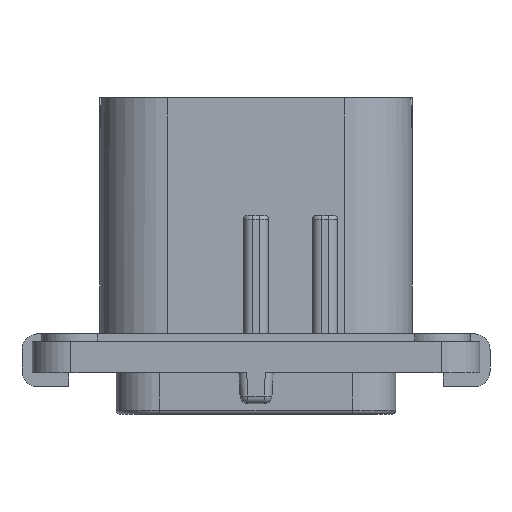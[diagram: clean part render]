
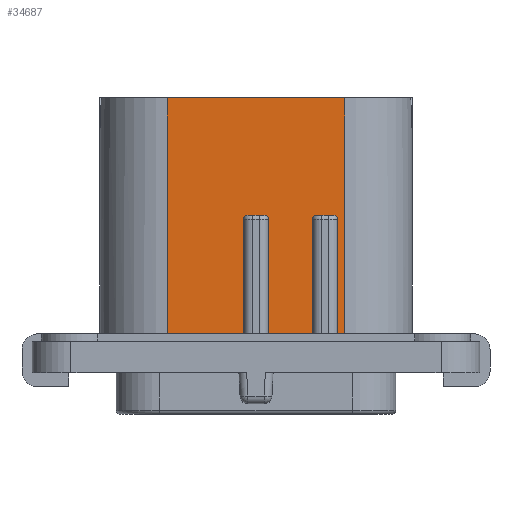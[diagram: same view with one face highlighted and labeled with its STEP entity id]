
A CAD part, front view. The second image highlights one B-rep face of the part: STEP entity #34687.
In plain terms, the highlighted planar face has unit normal (0, -1, 0).
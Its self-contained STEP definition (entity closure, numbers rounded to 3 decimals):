
#1183=DIRECTION('',(1.,0.,0.));
#1184=VECTOR('',#1183,0.45);
#1185=CARTESIAN_POINT('',(5.25,-9.,2.));
#1186=LINE('',#1185,#1184);
#2415=DIRECTION('',(1.,0.,0.));
#2416=VECTOR('',#2415,11.4);
#2417=CARTESIAN_POINT('',(-5.7,-9.,17.67));
#2418=LINE('',#2417,#2416);
#8363=DIRECTION('',(0.,0.,1.));
#8364=VECTOR('',#8363,7.87);
#8365=CARTESIAN_POINT('',(5.25,-9.,2.));
#8366=LINE('',#8365,#8364);
#8367=DIRECTION('',(1.,0.,0.));
#8368=VECTOR('',#8367,1.1);
#8369=CARTESIAN_POINT('',(3.9,-9.,10.12));
#8370=LINE('',#8369,#8368);
#8371=DIRECTION('',(0.,0.,1.));
#8372=VECTOR('',#8371,7.87);
#8373=CARTESIAN_POINT('',(3.65,-9.,2.));
#8374=LINE('',#8373,#8372);
#8375=DIRECTION('',(0.,0.,1.));
#8376=VECTOR('',#8375,7.87);
#8377=CARTESIAN_POINT('',(0.8,-9.,2.));
#8378=LINE('',#8377,#8376);
#8379=DIRECTION('',(1.,0.,0.));
#8380=VECTOR('',#8379,1.1);
#8381=CARTESIAN_POINT('',(-0.55,-9.,10.12));
#8382=LINE('',#8381,#8380);
#8383=DIRECTION('',(0.,0.,1.));
#8384=VECTOR('',#8383,7.87);
#8385=CARTESIAN_POINT('',(-0.8,-9.,2.));
#8386=LINE('',#8385,#8384);
#8387=DIRECTION('',(0.,0.,-1.));
#8388=VECTOR('',#8387,15.67);
#8389=CARTESIAN_POINT('',(-5.7,-9.,17.67));
#8390=LINE('',#8389,#8388);
#8391=DIRECTION('',(0.,0.,-1.));
#8392=VECTOR('',#8391,15.67);
#8393=CARTESIAN_POINT('',(5.7,-9.,17.67));
#8394=LINE('',#8393,#8392);
#8408=CARTESIAN_POINT('',(5.,-9.,9.87));
#8409=DIRECTION('',(0.,1.,0.));
#8410=DIRECTION('',(0.,0.,1.));
#8411=AXIS2_PLACEMENT_3D('',#8408,#8409,#8410);
#8450=CARTESIAN_POINT('',(3.9,-9.,9.87));
#8451=DIRECTION('',(0.,1.,0.));
#8452=DIRECTION('',(-1.,0.,0.));
#8453=AXIS2_PLACEMENT_3D('',#8450,#8451,#8452);
#8540=DIRECTION('',(1.,0.,0.));
#8541=VECTOR('',#8540,4.9);
#8542=CARTESIAN_POINT('',(-5.7,-9.,2.));
#8543=LINE('',#8542,#8541);
#14519=CARTESIAN_POINT('',(-0.55,-9.,9.87));
#14520=DIRECTION('',(0.,1.,0.));
#14521=DIRECTION('',(-1.,0.,0.));
#14522=AXIS2_PLACEMENT_3D('',#14519,#14520,#14521);
#14551=CARTESIAN_POINT('',(0.55,-9.,9.87));
#14552=DIRECTION('',(0.,1.,0.));
#14553=DIRECTION('',(0.,0.,1.));
#14554=AXIS2_PLACEMENT_3D('',#14551,#14552,#14553);
#14576=DIRECTION('',(1.,0.,0.));
#14577=VECTOR('',#14576,2.85);
#14578=CARTESIAN_POINT('',(0.8,-9.,2.));
#14579=LINE('',#14578,#14577);
#19511=CARTESIAN_POINT('',(-5.7,-9.,17.67));
#19512=CARTESIAN_POINT('',(-5.7,-9.,2.));
#19513=VERTEX_POINT('',#19511);
#19514=VERTEX_POINT('',#19512);
#19515=CARTESIAN_POINT('',(5.7,-9.,17.67));
#19516=CARTESIAN_POINT('',(5.7,-9.,2.));
#19517=VERTEX_POINT('',#19515);
#19518=VERTEX_POINT('',#19516);
#19665=CARTESIAN_POINT('',(-0.8,-9.,2.));
#19666=VERTEX_POINT('',#19665);
#19667=CARTESIAN_POINT('',(0.8,-9.,2.));
#19668=CARTESIAN_POINT('',(3.65,-9.,2.));
#19669=VERTEX_POINT('',#19667);
#19670=VERTEX_POINT('',#19668);
#19671=CARTESIAN_POINT('',(5.25,-9.,2.));
#19672=VERTEX_POINT('',#19671);
#22122=CARTESIAN_POINT('',(0.8,-9.,9.87));
#22124=VERTEX_POINT('',#22122);
#22126=CARTESIAN_POINT('',(0.55,-9.,10.12));
#22128=VERTEX_POINT('',#22126);
#22149=CARTESIAN_POINT('',(-0.55,-9.,10.12));
#22150=VERTEX_POINT('',#22149);
#22151=CARTESIAN_POINT('',(-0.8,-9.,9.87));
#22152=VERTEX_POINT('',#22151);
#22154=CARTESIAN_POINT('',(5.25,-9.,9.87));
#22156=VERTEX_POINT('',#22154);
#22158=CARTESIAN_POINT('',(5.,-9.,10.12));
#22160=VERTEX_POINT('',#22158);
#22161=CARTESIAN_POINT('',(3.9,-9.,10.12));
#22163=VERTEX_POINT('',#22161);
#22165=CARTESIAN_POINT('',(3.65,-9.,9.87));
#22167=VERTEX_POINT('',#22165);
#34651=CARTESIAN_POINT('',(-10.05,-9.,2.));
#34652=DIRECTION('',(0.,-1.,0.));
#34653=DIRECTION('',(1.,0.,0.));
#34654=AXIS2_PLACEMENT_3D('',#34651,#34652,#34653);
#34655=PLANE('',#34654);
#34657=ORIENTED_EDGE('',*,*,#34656,.T.);
#34659=ORIENTED_EDGE('',*,*,#34658,.F.);
#34661=ORIENTED_EDGE('',*,*,#34660,.F.);
#34663=ORIENTED_EDGE('',*,*,#34662,.F.);
#34665=ORIENTED_EDGE('',*,*,#34664,.F.);
#34667=ORIENTED_EDGE('',*,*,#34666,.F.);
#34669=ORIENTED_EDGE('',*,*,#34668,.T.);
#34671=ORIENTED_EDGE('',*,*,#34670,.F.);
#34673=ORIENTED_EDGE('',*,*,#34672,.F.);
#34675=ORIENTED_EDGE('',*,*,#34674,.F.);
#34677=ORIENTED_EDGE('',*,*,#34676,.F.);
#34679=ORIENTED_EDGE('',*,*,#34678,.F.);
#34681=ORIENTED_EDGE('',*,*,#34680,.F.);
#34682=ORIENTED_EDGE('',*,*,#26322,.T.);
#34683=ORIENTED_EDGE('',*,*,#26291,.T.);
#34684=ORIENTED_EDGE('',*,*,#25548,.F.);
#34685=EDGE_LOOP('',(#34657,#34659,#34661,#34663,#34665,#34667,#34669,#34671,
#34673,#34675,#34677,#34679,#34681,#34682,#34683,#34684));
#34686=FACE_OUTER_BOUND('',#34685,.F.);
#34687=ADVANCED_FACE('',(#34686),#34655,.T.);
#8412=CIRCLE('',#8411,0.25);
#8454=CIRCLE('',#8453,0.25);
#14523=CIRCLE('',#14522,0.25);
#14555=CIRCLE('',#14554,0.25);
#25548=EDGE_CURVE('',#19672,#19518,#1186,.T.);
#26291=EDGE_CURVE('',#19517,#19518,#8394,.T.);
#26322=EDGE_CURVE('',#19513,#19517,#2418,.T.);
#34656=EDGE_CURVE('',#19672,#22156,#8366,.T.);
#34658=EDGE_CURVE('',#22160,#22156,#8412,.T.);
#34660=EDGE_CURVE('',#22163,#22160,#8370,.T.);
#34662=EDGE_CURVE('',#22167,#22163,#8454,.T.);
#34664=EDGE_CURVE('',#19670,#22167,#8374,.T.);
#34666=EDGE_CURVE('',#19669,#19670,#14579,.T.);
#34668=EDGE_CURVE('',#19669,#22124,#8378,.T.);
#34670=EDGE_CURVE('',#22128,#22124,#14555,.T.);
#34672=EDGE_CURVE('',#22150,#22128,#8382,.T.);
#34674=EDGE_CURVE('',#22152,#22150,#14523,.T.);
#34676=EDGE_CURVE('',#19666,#22152,#8386,.T.);
#34678=EDGE_CURVE('',#19514,#19666,#8543,.T.);
#34680=EDGE_CURVE('',#19513,#19514,#8390,.T.);
